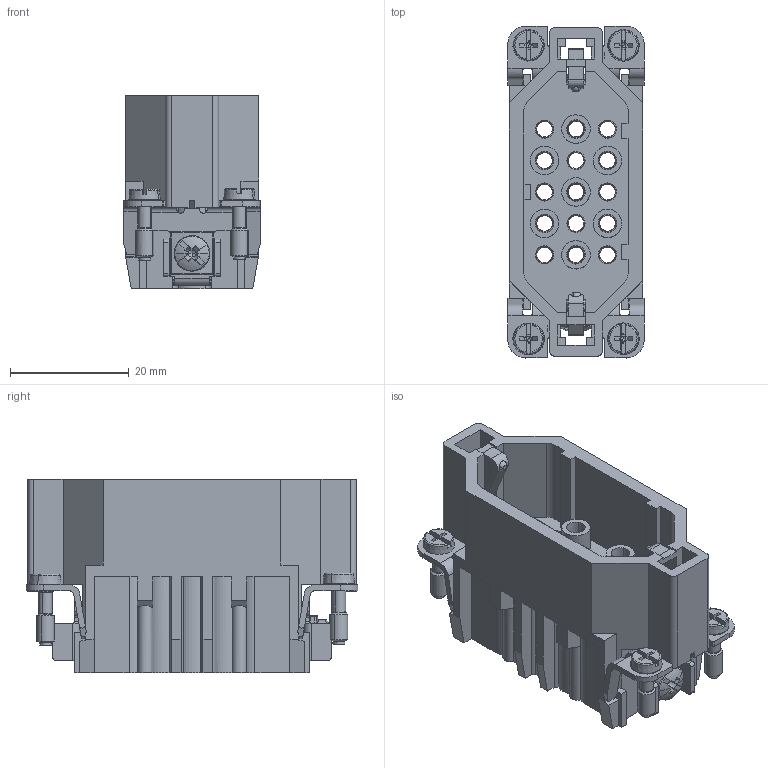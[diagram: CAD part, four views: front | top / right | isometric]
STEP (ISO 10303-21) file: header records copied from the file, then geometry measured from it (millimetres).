
FILE_DESCRIPTION(('CATIA V5 STEP Exchange','CAx-IF Rec.Pracs.--- Model Styling and Organization---1.4--- 2014-01-23'),'2;1');
FILE_NAME ('13454880_3', '2019-07-25T14:05:22+00:00', ('none'), ('Weidmueller'), 'CATIA Version 5-6 Release 2016 SP3 HF44', 'CATIA V5 STEP AP214', 'none');
FILE_SCHEMA(('AUTOMOTIVE_DESIGN { 1 0 10303 214 1 1 1 1 }'));
Length unit declared in the file: millimetre
Products named in the file (1): 1650650000
Bounding box: 23 x 56 x 32.7 mm (x, y, z)
Volume: 13938.9 mm3; surface area: 16894.1 mm2
Topology: 2 solids, 7 shells, 1492 faces, 4245 edges, 2698 vertices
Faces by surface type: plane 730, cylinder 320, cone 312, torus 108, sphere 16, revolution 4, bspline 2
Entity records: 47458 total; most frequent: CARTESIAN_POINT 11625, ORIENTED_EDGE 8452, DIRECTION 5764, EDGE_CURVE 4226, VERTEX_POINT 2698, VECTOR 2342, LINE 2342, AXIS2_PLACEMENT_3D 2243
